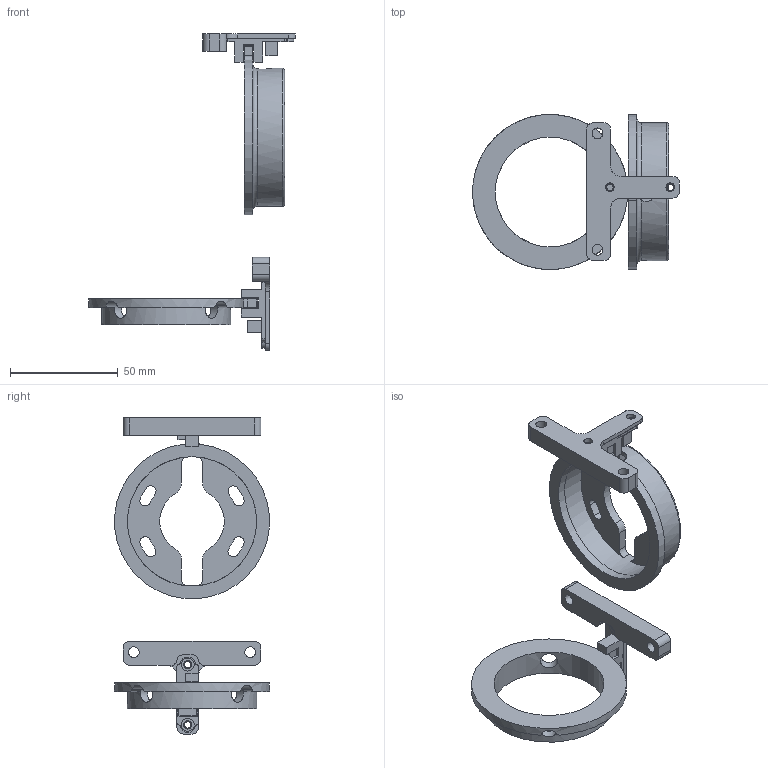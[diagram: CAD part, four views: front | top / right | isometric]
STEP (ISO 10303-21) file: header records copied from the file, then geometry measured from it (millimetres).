
FILE_DESCRIPTION(/* description */ (''),/* implementation_level */ '2;1');
FILE_NAME(/* name */ 'Pin v1.step',/* time_stamp */ '2020-05-15T16:00:16+02:00',/* author */ (''),/* organization */ (''),/* preprocessor_version */ 'ST-DEVELOPER v18.1',/* originating_system */ 'Autodesk Translation Framework v9.2.0.1227',/* authorisation */ '');
FILE_SCHEMA (('AUTOMOTIVE_DESIGN { 1 0 10303 214 3 1 1 }'));
Length unit declared in the file: millimetre
Products named in the file (1): Pin
Bounding box: 95.99 x 72 x 146.75 mm (x, y, z)
Volume: 43368.9 mm3; surface area: 32918.5 mm2
Topology: 6 solids, 6 shells, 252 faces, 731 edges, 494 vertices
Faces by surface type: cylinder 137, plane 113, torus 2
Full cylindrical faces by diameter (mm): 3 x4, 3.8 x4, 4 x4, 5 x4, 6 x4, 8 x4, 51 x1, 60 x3, 64 x1
Entity records: 9062 total; most frequent: CARTESIAN_POINT 1996, DIRECTION 1474, ORIENTED_EDGE 1462, EDGE_CURVE 731, AXIS2_PLACEMENT_3D 536, VERTEX_POINT 494, LINE 402, VECTOR 402
